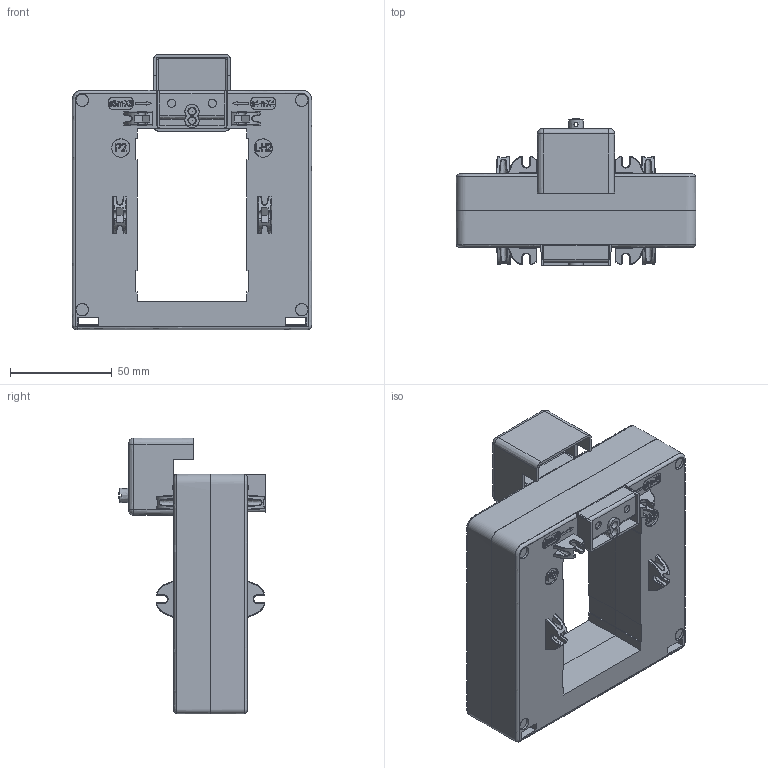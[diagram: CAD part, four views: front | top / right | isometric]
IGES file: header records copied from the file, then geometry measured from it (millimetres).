
Global section: file name: 82HTAT085 Vertical busbar.igs; native system: Rhinoceros ( Jul 17 2013 ); preprocessor: Trout Lake IGES 012 Jul 17 2013; date: 151124.084533; units: millimetre
Bounding box: 118 x 72.24 x 135.75 mm (x, y, z)
Surface area: 70510.2 mm2 (no closed solid volume)
Topology: 0 solids, 0 shells, 1147 faces, 11075 edges, 10998 vertices
Faces by surface type: bspline 1147
